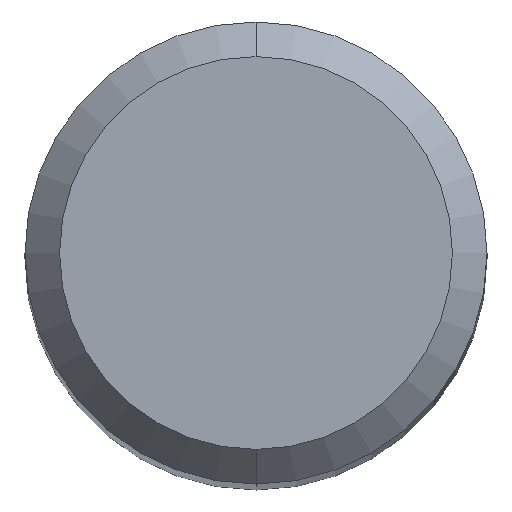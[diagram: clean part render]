
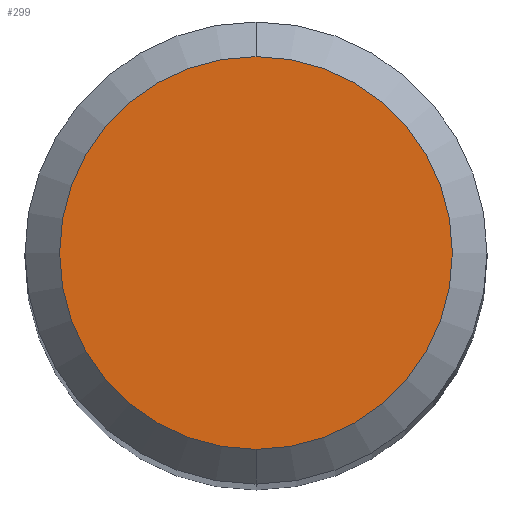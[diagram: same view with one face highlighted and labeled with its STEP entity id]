
A CAD part, top view. The second image highlights one B-rep face of the part: STEP entity #299.
In plain terms, the highlighted planar face has unit normal (0, 0, 1).
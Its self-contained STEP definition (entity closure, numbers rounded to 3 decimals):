
#179=EDGE_CURVE('',#327,#279,#487,.T.);
#237=EDGE_CURVE('',#279,#327,#550,.T.);
#279=VERTEX_POINT('',#597);
#299=ADVANCED_FACE('',(#620),#621,.T.);
#327=VERTEX_POINT('',#651);
#487=CIRCLE('',#817,1.7);
#550=CIRCLE('',#925,1.7);
#597=CARTESIAN_POINT('',(0.,-1.7,0.0));
#620=FACE_OUTER_BOUND('',#1030,.T.);
#621=PLANE('',#1031);
#651=CARTESIAN_POINT('',(0.0,1.7,0.0));
#817=AXIS2_PLACEMENT_3D('',#1454,#1455,#1456);
#925=AXIS2_PLACEMENT_3D('',#1540,#1541,#1542);
#1030=EDGE_LOOP('',(#1623,#1624));
#1031=AXIS2_PLACEMENT_3D('',#1625,#1626,#1627);
#1454=CARTESIAN_POINT('',(0.0,0.0,0.0));
#1455=DIRECTION('',(0.0,0.0,-1.0));
#1456=DIRECTION('',(0.0,1.0,0.0));
#1540=CARTESIAN_POINT('',(0.0,0.0,0.0));
#1541=DIRECTION('',(0.0,0.0,-1.0));
#1542=DIRECTION('',(0.0,1.0,0.0));
#1623=ORIENTED_EDGE('',*,*,#179,.F.);
#1624=ORIENTED_EDGE('',*,*,#237,.F.);
#1625=CARTESIAN_POINT('',(0.0,0.85,0.0));
#1626=DIRECTION('',(-0.0,0.0,1.0));
#1627=DIRECTION('',(0.0,-1.0,0.0));
